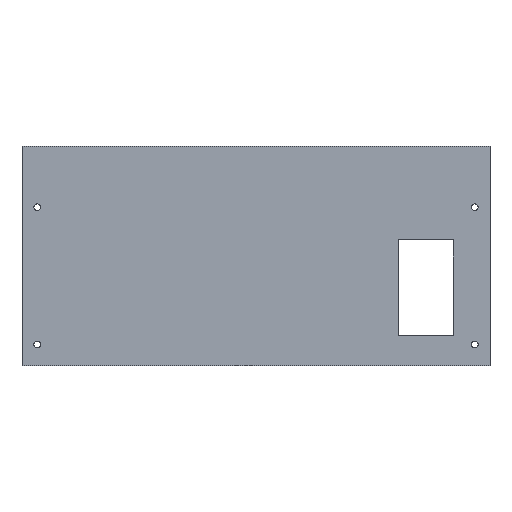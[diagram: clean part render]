
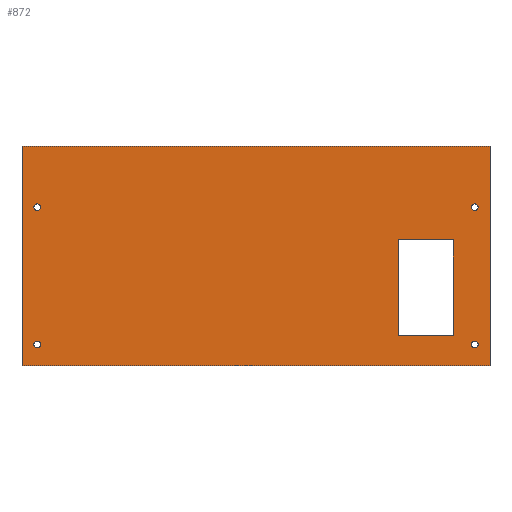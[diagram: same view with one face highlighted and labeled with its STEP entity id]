
A CAD part, front view. The second image highlights one B-rep face of the part: STEP entity #872.
In plain terms, the highlighted planar face has unit normal (0, -1, 0).
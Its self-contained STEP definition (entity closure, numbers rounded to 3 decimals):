
#20=FACE_BOUND('',#145,.T.);
#21=FACE_BOUND('',#146,.T.);
#22=FACE_BOUND('',#147,.T.);
#23=FACE_BOUND('',#148,.T.);
#24=FACE_BOUND('',#149,.T.);
#55=PLANE('',#950);
#97=FACE_OUTER_BOUND('',#144,.T.);
#144=EDGE_LOOP('',(#808,#809,#810,#811));
#145=EDGE_LOOP('',(#812,#813,#814,#815));
#146=EDGE_LOOP('',(#816));
#147=EDGE_LOOP('',(#817));
#148=EDGE_LOOP('',(#818));
#149=EDGE_LOOP('',(#819));
#190=LINE('',#1284,#290);
#194=LINE('',#1291,#294);
#199=LINE('',#1299,#299);
#202=LINE('',#1304,#302);
#222=LINE('',#1358,#322);
#240=LINE('',#1392,#340);
#246=LINE('',#1421,#346);
#248=LINE('',#1424,#348);
#290=VECTOR('',#1043,10.);
#294=VECTOR('',#1049,10.);
#299=VECTOR('',#1056,10.);
#302=VECTOR('',#1061,10.);
#322=VECTOR('',#1107,10.);
#340=VECTOR('',#1139,10.);
#346=VECTOR('',#1171,10.);
#348=VECTOR('',#1175,10.);
#365=CIRCLE('',#937,1.65);
#367=CIRCLE('',#940,1.65);
#369=CIRCLE('',#943,1.65);
#371=CIRCLE('',#946,1.65);
#407=VERTEX_POINT('',#1281);
#408=VERTEX_POINT('',#1283);
#410=VERTEX_POINT('',#1290);
#412=VERTEX_POINT('',#1298);
#433=VERTEX_POINT('',#1355);
#434=VERTEX_POINT('',#1357);
#443=VERTEX_POINT('',#1390);
#445=VERTEX_POINT('',#1396);
#447=VERTEX_POINT('',#1402);
#449=VERTEX_POINT('',#1408);
#451=VERTEX_POINT('',#1414);
#453=VERTEX_POINT('',#1420);
#502=EDGE_CURVE('',#408,#407,#190,.T.);
#506=EDGE_CURVE('',#410,#408,#194,.T.);
#511=EDGE_CURVE('',#412,#410,#199,.T.);
#514=EDGE_CURVE('',#407,#412,#202,.T.);
#540=EDGE_CURVE('',#433,#434,#222,.T.);
#558=EDGE_CURVE('',#443,#433,#240,.T.);
#561=EDGE_CURVE('',#445,#445,#365,.T.);
#564=EDGE_CURVE('',#447,#447,#367,.T.);
#567=EDGE_CURVE('',#449,#449,#369,.T.);
#570=EDGE_CURVE('',#451,#451,#371,.T.);
#572=EDGE_CURVE('',#453,#434,#246,.T.);
#574=EDGE_CURVE('',#453,#443,#248,.T.);
#808=ORIENTED_EDGE('',*,*,#574,.F.);
#809=ORIENTED_EDGE('',*,*,#572,.T.);
#810=ORIENTED_EDGE('',*,*,#540,.F.);
#811=ORIENTED_EDGE('',*,*,#558,.F.);
#812=ORIENTED_EDGE('',*,*,#502,.T.);
#813=ORIENTED_EDGE('',*,*,#514,.T.);
#814=ORIENTED_EDGE('',*,*,#511,.T.);
#815=ORIENTED_EDGE('',*,*,#506,.T.);
#816=ORIENTED_EDGE('',*,*,#570,.F.);
#817=ORIENTED_EDGE('',*,*,#567,.F.);
#818=ORIENTED_EDGE('',*,*,#564,.F.);
#819=ORIENTED_EDGE('',*,*,#561,.F.);
#872=ADVANCED_FACE('',(#97,#20,#21,#22,#23,#24),#55,.F.);
#937=AXIS2_PLACEMENT_3D('',#1398,#1145,#1146);
#940=AXIS2_PLACEMENT_3D('',#1404,#1152,#1153);
#943=AXIS2_PLACEMENT_3D('',#1410,#1159,#1160);
#946=AXIS2_PLACEMENT_3D('',#1416,#1166,#1167);
#950=AXIS2_PLACEMENT_3D('',#1427,#1179,#1180);
#1043=DIRECTION('',(0.,0.,1.));
#1049=DIRECTION('',(-1.,0.,0.));
#1056=DIRECTION('',(0.,0.,-1.));
#1061=DIRECTION('',(1.,0.,0.));
#1107=DIRECTION('',(-1.,0.,0.));
#1139=DIRECTION('',(0.,0.,-1.));
#1145=DIRECTION('center_axis',(0.,-1.,0.));
#1146=DIRECTION('ref_axis',(1.,0.,0.));
#1152=DIRECTION('center_axis',(0.,-1.,0.));
#1153=DIRECTION('ref_axis',(1.,0.,0.));
#1159=DIRECTION('center_axis',(0.,-1.,0.));
#1160=DIRECTION('ref_axis',(1.,0.,0.));
#1166=DIRECTION('center_axis',(0.,-1.,0.));
#1167=DIRECTION('ref_axis',(1.,0.,0.));
#1171=DIRECTION('',(0.,0.,-1.));
#1175=DIRECTION('',(1.,0.,0.));
#1179=DIRECTION('center_axis',(0.,1.,0.));
#1180=DIRECTION('ref_axis',(1.,0.,0.));
#1281=CARTESIAN_POINT('',(184.8,0.,-46.1));
#1283=CARTESIAN_POINT('',(184.8,0.,-93.));
#1284=CARTESIAN_POINT('',(184.8,0.,-72.75));
#1290=CARTESIAN_POINT('',(212.,0.,-93.));
#1291=CARTESIAN_POINT('',(163.5,0.,-93.));
#1298=CARTESIAN_POINT('',(212.,0.,-46.1));
#1299=CARTESIAN_POINT('',(212.,0.,-49.3));
#1304=CARTESIAN_POINT('',(149.9,0.,-46.1));
#1355=CARTESIAN_POINT('',(230.,0.,-108.));
#1357=CARTESIAN_POINT('',(0.,0.,-108.));
#1358=CARTESIAN_POINT('',(230.,0.,-108.));
#1390=CARTESIAN_POINT('',(230.,0.,0.));
#1392=CARTESIAN_POINT('',(230.,0.,0.));
#1396=CARTESIAN_POINT('',(220.85,0.,-97.5));
#1398=CARTESIAN_POINT('Origin',(222.5,0.,-97.5));
#1402=CARTESIAN_POINT('',(5.85,0.,-30.));
#1404=CARTESIAN_POINT('Origin',(7.5,0.,-30.));
#1408=CARTESIAN_POINT('',(220.85,0.,-30.));
#1410=CARTESIAN_POINT('Origin',(222.5,0.,-30.));
#1414=CARTESIAN_POINT('',(5.85,0.,-97.5));
#1416=CARTESIAN_POINT('Origin',(7.5,0.,-97.5));
#1420=CARTESIAN_POINT('',(0.,0.,0.));
#1421=CARTESIAN_POINT('',(0.,0.,-105.));
#1424=CARTESIAN_POINT('',(0.,0.,0.));
#1427=CARTESIAN_POINT('Origin',(115.,0.,-52.5));
